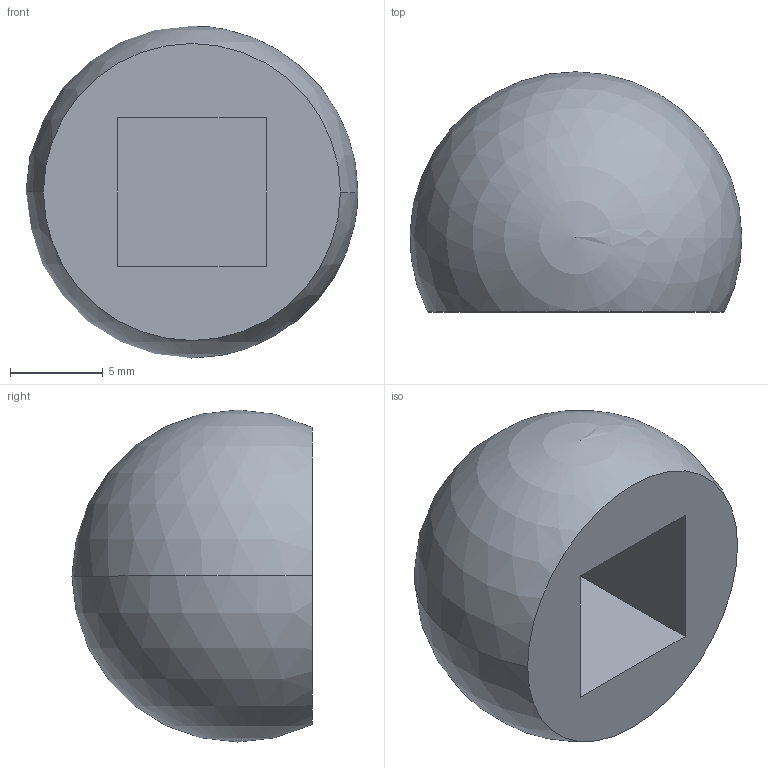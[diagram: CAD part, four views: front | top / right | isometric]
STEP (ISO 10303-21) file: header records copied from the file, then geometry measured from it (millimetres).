
FILE_DESCRIPTION (( 'STEP AP203' ), '1' );
FILE_NAME ('Part3.STEP', '2024-07-06T14:31:08', ( '' ), ( '' ), 'SwSTEP 2.0', 'SolidWorks 2023', '' );
FILE_SCHEMA (( 'CONFIG_CONTROL_DESIGN' ));
Length unit declared in the file: millimetre
Products named in the file (1): Part3
Bounding box: 17.88 x 12.94 x 17.89 mm (x, y, z)
Volume: 1924.9 mm3; surface area: 1184.5 mm2
Topology: 1 solids, 1 shells, 8 faces, 21 edges, 14 vertices
Faces by surface type: plane 6, sphere 2
Entity records: 289 total; most frequent: DIRECTION 38, CARTESIAN_POINT 36, ORIENTED_EDGE 32, EDGE_CURVE 16, AXIS2_PLACEMENT_3D 13, VECTOR 12, LINE 12, VERTEX_POINT 11
